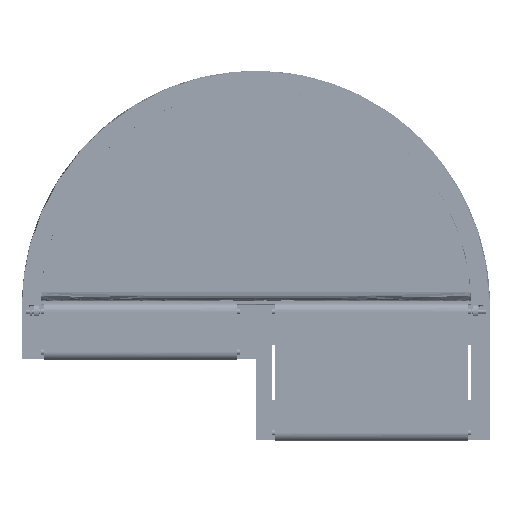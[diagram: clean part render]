
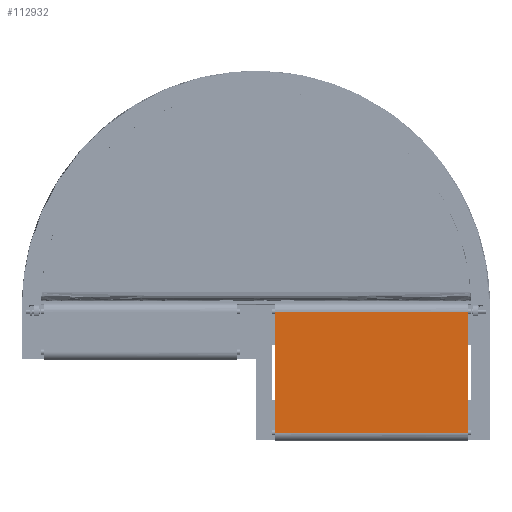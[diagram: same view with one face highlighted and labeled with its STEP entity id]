
A CAD part, top view. The second image highlights one B-rep face of the part: STEP entity #112932.
In plain terms, the highlighted free-form (B-spline) face has degree [1, 1] with [2, 2] control points.
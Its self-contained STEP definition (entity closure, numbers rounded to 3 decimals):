
#112725 = VERTEX_POINT('',#112726);
#112726 = CARTESIAN_POINT('',(790.,-25.,110.4));
#112734 = EDGE_CURVE('',#112725,#112735,#112737,.T.);
#112735 = VERTEX_POINT('',#112736);
#112736 = CARTESIAN_POINT('',(790.,-475.,110.4));
#112737 = B_SPLINE_CURVE_WITH_KNOTS('',1,(#112738,#112739),
  .UNSPECIFIED.,.F.,.F.,(2,2),(-45.,0.),.PIECEWISE_BEZIER_KNOTS.);
#112738 = CARTESIAN_POINT('',(790.,-25.,110.4));
#112739 = CARTESIAN_POINT('',(790.,-475.,110.4));
#112907 = VERTEX_POINT('',#112908);
#112908 = CARTESIAN_POINT('',(70.,-25.,110.4));
#112916 = EDGE_CURVE('',#112725,#112907,#112917,.T.);
#112917 = B_SPLINE_CURVE_WITH_KNOTS('',1,(#112918,#112919),
  .UNSPECIFIED.,.F.,.F.,(2,2),(-36.,36.),.PIECEWISE_BEZIER_KNOTS.);
#112918 = CARTESIAN_POINT('',(790.,-25.,110.4));
#112919 = CARTESIAN_POINT('',(70.,-25.,110.4));
#112932 = ADVANCED_FACE('',(#112933),#112949,.T.);
#112933 = FACE_BOUND('',#112934,.T.);
#112934 = EDGE_LOOP('',(#112935,#112936,#112943,#112948));
#112935 = ORIENTED_EDGE('',*,*,#112916,.T.);
#112936 = ORIENTED_EDGE('',*,*,#112937,.F.);
#112937 = EDGE_CURVE('',#112938,#112907,#112940,.T.);
#112938 = VERTEX_POINT('',#112939);
#112939 = CARTESIAN_POINT('',(70.,-475.,110.4));
#112940 = B_SPLINE_CURVE_WITH_KNOTS('',1,(#112941,#112942),
  .UNSPECIFIED.,.F.,.F.,(2,2),(0.,45.),.PIECEWISE_BEZIER_KNOTS.);
#112941 = CARTESIAN_POINT('',(70.,-475.,110.4));
#112942 = CARTESIAN_POINT('',(70.,-25.,110.4));
#112943 = ORIENTED_EDGE('',*,*,#112944,.F.);
#112944 = EDGE_CURVE('',#112735,#112938,#112945,.T.);
#112945 = B_SPLINE_CURVE_WITH_KNOTS('',1,(#112946,#112947),
  .UNSPECIFIED.,.F.,.F.,(2,2),(-36.,36.),.PIECEWISE_BEZIER_KNOTS.);
#112946 = CARTESIAN_POINT('',(790.,-475.,110.4));
#112947 = CARTESIAN_POINT('',(70.,-475.,110.4));
#112948 = ORIENTED_EDGE('',*,*,#112734,.F.);
#112949 = B_SPLINE_SURFACE_WITH_KNOTS('',1,1,(
    (#112950,#112951)
    ,(#112952,#112953
    )),.UNSPECIFIED.,.F.,.F.,.F.,(2,2),(2,2),(-0.001,45.001),(-36.001,
    36.001),.PIECEWISE_BEZIER_KNOTS.);
#112950 = CARTESIAN_POINT('',(790.01,-475.01,110.4));
#112951 = CARTESIAN_POINT('',(69.99,-475.01,110.4));
#112952 = CARTESIAN_POINT('',(790.01,-24.99,110.4));
#112953 = CARTESIAN_POINT('',(69.99,-24.99,110.4));
